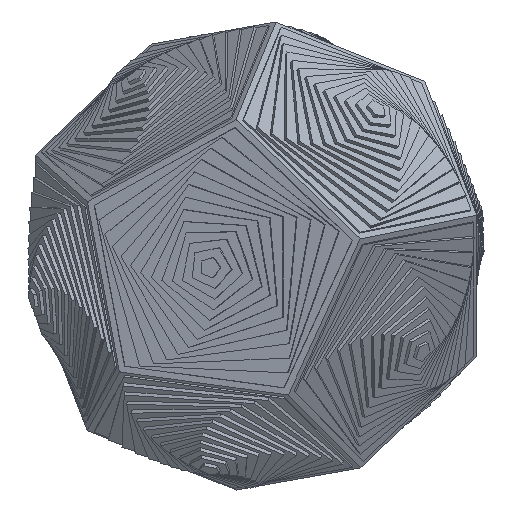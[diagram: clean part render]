
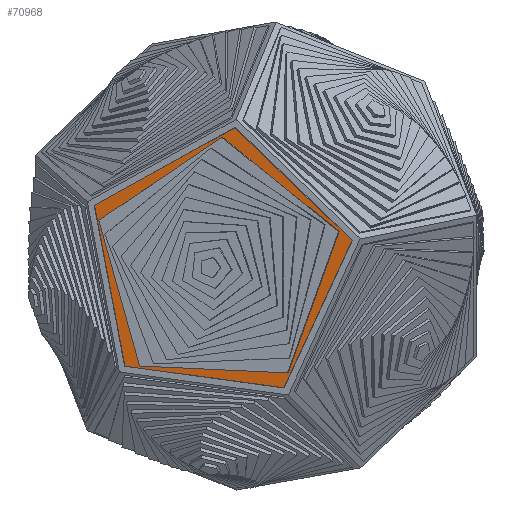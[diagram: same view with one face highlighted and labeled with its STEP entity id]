
A CAD part, isometric view. The second image highlights one B-rep face of the part: STEP entity #70968.
In plain terms, the highlighted free-form (B-spline) face has degree [1, 1] with [2, 2] control points.
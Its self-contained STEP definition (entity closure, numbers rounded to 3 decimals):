
#70968 = ADVANCED_FACE('',(#70969,#71006),#71043,.T.);
#70969 = FACE_BOUND('',#70970,.T.);
#70970 = EDGE_LOOP('',(#70971,#70980,#70987,#70994,#71001));
#70971 = ORIENTED_EDGE('',*,*,#70972,.T.);
#70972 = EDGE_CURVE('',#70973,#70975,#70977,.T.);
#70973 = VERTEX_POINT('',#70974);
#70974 = CARTESIAN_POINT('',(-86.024,-88.693,
    2.402));
#70975 = VERTEX_POINT('',#70976);
#70976 = CARTESIAN_POINT('',(-54.428,-139.816,
    2.402));
#70977 = B_SPLINE_CURVE_WITH_KNOTS('',1,(#70978,#70979),.UNSPECIFIED.,
  .F.,.F.,(2,2),(0.,47.225),.PIECEWISE_BEZIER_KNOTS.);
#70978 = CARTESIAN_POINT('',(-86.024,-88.693,
    2.402));
#70979 = CARTESIAN_POINT('',(-54.428,-139.816,
    2.402));
#70980 = ORIENTED_EDGE('',*,*,#70981,.T.);
#70981 = EDGE_CURVE('',#70975,#70982,#70984,.T.);
#70982 = VERTEX_POINT('',#70983);
#70983 = CARTESIAN_POINT('',(-19.103,-139.816,
    51.022));
#70984 = B_SPLINE_CURVE_WITH_KNOTS('',1,(#70985,#70986),.UNSPECIFIED.,
  .F.,.F.,(2,2),(0.,47.225),.PIECEWISE_BEZIER_KNOTS.);
#70985 = CARTESIAN_POINT('',(-54.428,-139.816,
    2.402));
#70986 = CARTESIAN_POINT('',(-19.103,-139.816,
    51.022));
#70987 = ORIENTED_EDGE('',*,*,#70988,.T.);
#70988 = EDGE_CURVE('',#70982,#70989,#70991,.T.);
#70989 = VERTEX_POINT('',#70990);
#70990 = CARTESIAN_POINT('',(-28.867,-88.693,
    81.071));
#70991 = B_SPLINE_CURVE_WITH_KNOTS('',1,(#70992,#70993),.UNSPECIFIED.,
  .F.,.F.,(2,2),(0.,47.225),.PIECEWISE_BEZIER_KNOTS.);
#70992 = CARTESIAN_POINT('',(-19.103,-139.816,
    51.022));
#70993 = CARTESIAN_POINT('',(-28.867,-88.693,
    81.071));
#70994 = ORIENTED_EDGE('',*,*,#70995,.T.);
#70995 = EDGE_CURVE('',#70989,#70996,#70998,.T.);
#70996 = VERTEX_POINT('',#70997);
#70997 = CARTESIAN_POINT('',(-70.226,-57.098,
    51.022));
#70998 = B_SPLINE_CURVE_WITH_KNOTS('',1,(#70999,#71000),.UNSPECIFIED.,
  .F.,.F.,(2,2),(0.,47.225),.PIECEWISE_BEZIER_KNOTS.);
#70999 = CARTESIAN_POINT('',(-28.867,-88.693,
    81.071));
#71000 = CARTESIAN_POINT('',(-70.226,-57.098,
    51.022));
#71001 = ORIENTED_EDGE('',*,*,#71002,.T.);
#71002 = EDGE_CURVE('',#70996,#70973,#71003,.T.);
#71003 = B_SPLINE_CURVE_WITH_KNOTS('',1,(#71004,#71005),.UNSPECIFIED.,
  .F.,.F.,(2,2),(0.,47.225),.PIECEWISE_BEZIER_KNOTS.);
#71004 = CARTESIAN_POINT('',(-70.226,-57.098,
    51.022));
#71005 = CARTESIAN_POINT('',(-86.024,-88.693,
    2.402));
#71006 = FACE_BOUND('',#71007,.T.);
#71007 = EDGE_LOOP('',(#71008,#71017,#71024,#71031,#71038));
#71008 = ORIENTED_EDGE('',*,*,#71009,.T.);
#71009 = EDGE_CURVE('',#71010,#71012,#71014,.T.);
#71010 = VERTEX_POINT('',#71011);
#71011 = CARTESIAN_POINT('',(-51.381,-139.003,
    7.288));
#71012 = VERTEX_POINT('',#71013);
#71013 = CARTESIAN_POINT('',(-82.597,-93.328,
    3.175));
#71014 = B_SPLINE_CURVE_WITH_KNOTS('',1,(#71015,#71016),.UNSPECIFIED.,
  .F.,.F.,(2,2),(0.,43.593),.PIECEWISE_BEZIER_KNOTS.);
#71015 = CARTESIAN_POINT('',(-51.381,-139.003,
    7.288));
#71016 = CARTESIAN_POINT('',(-82.597,-93.328,
    3.175));
#71017 = ORIENTED_EDGE('',*,*,#71018,.T.);
#71018 = EDGE_CURVE('',#71012,#71019,#71021,.T.);
#71019 = VERTEX_POINT('',#71020);
#71020 = CARTESIAN_POINT('',(-71.156,-60.776,
    46.614));
#71021 = B_SPLINE_CURVE_WITH_KNOTS('',1,(#71022,#71023),.UNSPECIFIED.,
  .F.,.F.,(2,2),(0.,43.593),.PIECEWISE_BEZIER_KNOTS.);
#71022 = CARTESIAN_POINT('',(-82.597,-93.328,
    3.175));
#71023 = CARTESIAN_POINT('',(-71.156,-60.776,
    46.614));
#71024 = ORIENTED_EDGE('',*,*,#71025,.T.);
#71025 = EDGE_CURVE('',#71019,#71026,#71028,.T.);
#71026 = VERTEX_POINT('',#71027);
#71027 = CARTESIAN_POINT('',(-32.868,-86.331,
    77.573));
#71028 = B_SPLINE_CURVE_WITH_KNOTS('',1,(#71029,#71030),.UNSPECIFIED.,
  .F.,.F.,(2,2),(0.,43.593),.PIECEWISE_BEZIER_KNOTS.);
#71029 = CARTESIAN_POINT('',(-71.156,-60.776,
    46.614));
#71030 = CARTESIAN_POINT('',(-32.868,-86.331,
    77.573));
#71031 = ORIENTED_EDGE('',*,*,#71032,.T.);
#71032 = EDGE_CURVE('',#71026,#71033,#71035,.T.);
#71033 = VERTEX_POINT('',#71034);
#71034 = CARTESIAN_POINT('',(-20.647,-134.678,
    53.269));
#71035 = B_SPLINE_CURVE_WITH_KNOTS('',1,(#71036,#71037),.UNSPECIFIED.,
  .F.,.F.,(2,2),(0.,43.593),.PIECEWISE_BEZIER_KNOTS.);
#71036 = CARTESIAN_POINT('',(-32.868,-86.331,
    77.573));
#71037 = CARTESIAN_POINT('',(-20.647,-134.678,
    53.269));
#71038 = ORIENTED_EDGE('',*,*,#71039,.T.);
#71039 = EDGE_CURVE('',#71033,#71010,#71040,.T.);
#71040 = B_SPLINE_CURVE_WITH_KNOTS('',1,(#71041,#71042),.UNSPECIFIED.,
  .F.,.F.,(2,2),(0.,43.593),.PIECEWISE_BEZIER_KNOTS.);
#71041 = CARTESIAN_POINT('',(-20.647,-134.678,
    53.269));
#71042 = CARTESIAN_POINT('',(-51.381,-139.003,
    7.288));
#71043 = B_SPLINE_SURFACE_WITH_KNOTS('',1,1,(
    (#71044,#71045)
    ,(#71046,#71047
    )),.UNSPECIFIED.,.F.,.F.,.F.,(2,2),(2,2),(0.,1.),(0.,1.),
  .PIECEWISE_BEZIER_KNOTS.);
#71044 = CARTESIAN_POINT('',(-93.923,-47.334,
    26.712));
#71045 = CARTESIAN_POINT('',(-31.884,-72.895,
    90.357));
#71046 = CARTESIAN_POINT('',(-78.125,-130.052,
    -21.909));
#71047 = CARTESIAN_POINT('',(-16.086,-155.614,
    41.737));
